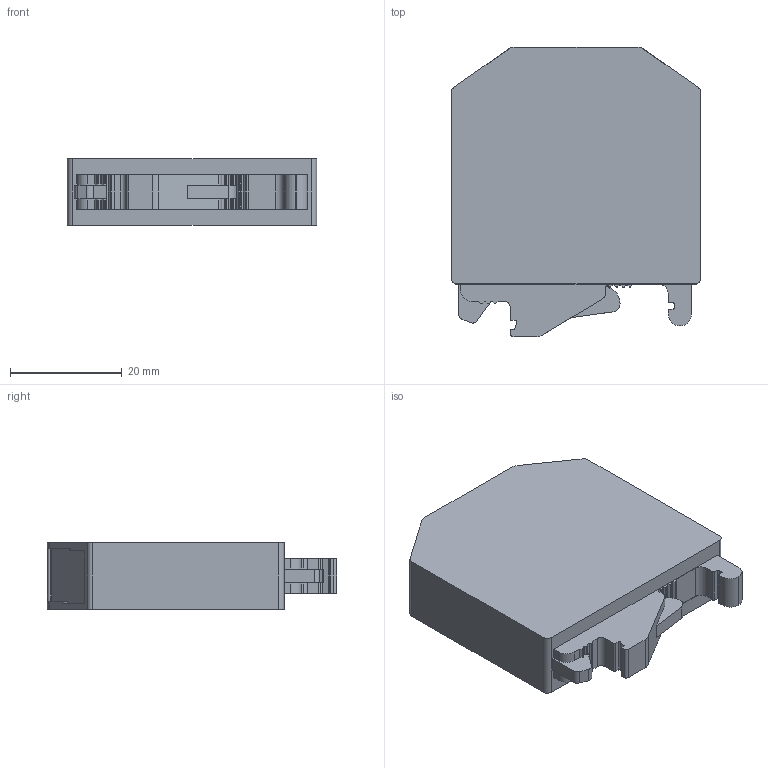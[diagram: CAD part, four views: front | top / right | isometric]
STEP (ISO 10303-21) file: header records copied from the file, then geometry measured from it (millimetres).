
FILE_DESCRIPTION (( 'STEP AP214' ), '1' );
FILE_NAME ('336580_PB 6T.STP', '2013-11-14T06:15:12', ( 'arge' ), ( 'Microsoft' ), 'SwSTEP 2.0', 'SolidWorks 2013', '' );
FILE_SCHEMA (( 'AUTOMOTIVE_DESIGN' ));
Length unit declared in the file: millimetre
Products named in the file (1): 336580_PB 6T
Bounding box: 44.7 x 51.87 x 12 mm (x, y, z)
Volume: 22810.2 mm3; surface area: 6295.2 mm2
Topology: 1 solids, 1 shells, 171 faces, 504 edges, 339 vertices
Faces by surface type: plane 98, cylinder 73
Entity records: 7659 total; most frequent: CARTESIAN_POINT 1015, ORIENTED_EDGE 1008, DIRECTION 1002, EDGE_CURVE 504, VECTOR 350, LINE 350, VERTEX_POINT 339, AXIS2_PLACEMENT_3D 326
